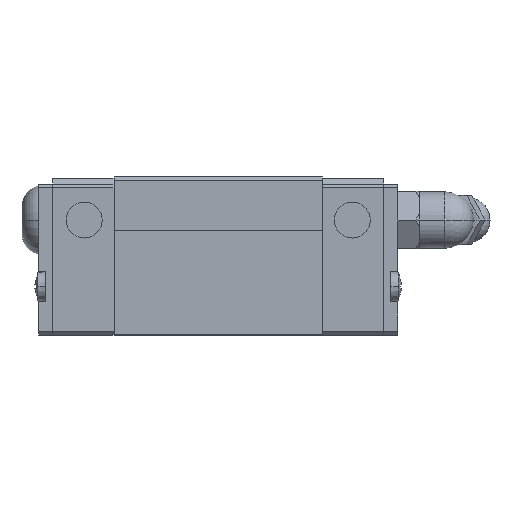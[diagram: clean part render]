
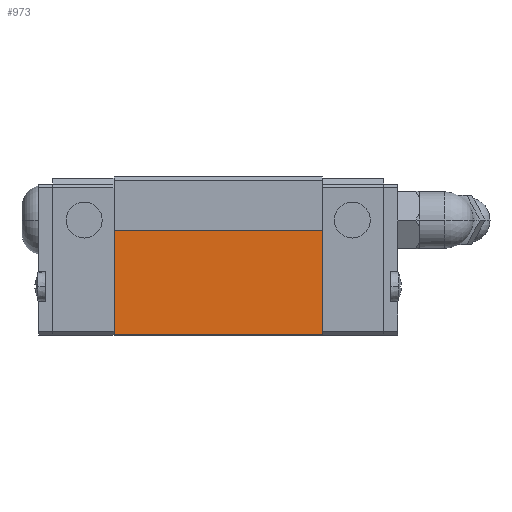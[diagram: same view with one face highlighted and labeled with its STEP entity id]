
A CAD part, left-side view. The second image highlights one B-rep face of the part: STEP entity #973.
In plain terms, the highlighted planar face has unit normal (-1, 0, 0).
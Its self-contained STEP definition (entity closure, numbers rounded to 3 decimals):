
#973=ADVANCED_FACE('',(#1991),#1992,.T.);
#1991=FACE_OUTER_BOUND('',#3045,.T.);
#1992=PLANE('',#3046);
#3045=EDGE_LOOP('',(#6021,#6022,#6023,#6024,#6025,#6026));
#3046=AXIS2_PLACEMENT_3D('',#6027,#6028,#6029);
#6021=ORIENTED_EDGE('',*,*,#7419,.F.);
#6022=ORIENTED_EDGE('',*,*,#7447,.F.);
#6023=ORIENTED_EDGE('',*,*,#7344,.F.);
#6024=ORIENTED_EDGE('',*,*,#7260,.F.);
#6025=ORIENTED_EDGE('',*,*,#7445,.T.);
#6026=ORIENTED_EDGE('',*,*,#6766,.F.);
#6027=CARTESIAN_POINT('',(-20.625,25.001,6.5));
#6028=DIRECTION('',(-1.0,0.0,0.0));
#6029=DIRECTION('',(0.0,0.0,1.0));
#6766=EDGE_CURVE('',#8275,#8276,#8277,.T.);
#7260=EDGE_CURVE('',#8993,#8994,#8995,.T.);
#7344=EDGE_CURVE('',#8994,#9114,#9115,.T.);
#7419=EDGE_CURVE('',#9193,#8275,#9195,.T.);
#7445=EDGE_CURVE('',#8993,#8276,#9221,.T.);
#7447=EDGE_CURVE('',#9114,#9193,#9223,.T.);
#8275=VERTEX_POINT('',#10871);
#8276=VERTEX_POINT('',#10872);
#8277=LINE('',#10873,#10874);
#8993=VERTEX_POINT('',#12297);
#8994=VERTEX_POINT('',#12298);
#8995=LINE('',#12299,#12300);
#9114=VERTEX_POINT('',#12473);
#9115=LINE('',#12474,#12475);
#9193=VERTEX_POINT('',#12592);
#9195=LINE('',#12595,#12596);
#9221=LINE('',#12634,#12635);
#9223=LINE('',#12637,#12638);
#10871=CARTESIAN_POINT('',(-20.625,39.501,6.435));
#10872=CARTESIAN_POINT('',(-20.625,39.501,20.5));
#10873=CARTESIAN_POINT('',(-20.625,39.501,11.75));
#10874=VECTOR('',#13274,1.0);
#12297=CARTESIAN_POINT('',(-20.625,10.501,20.5));
#12298=CARTESIAN_POINT('',(-20.625,10.501,6.435));
#12299=CARTESIAN_POINT('',(-20.625,10.501,11.75));
#12300=VECTOR('',#13720,1.0);
#12473=CARTESIAN_POINT('',(-20.625,10.501,6.125));
#12474=CARTESIAN_POINT('',(-20.625,10.501,11.75));
#12475=VECTOR('',#13793,1.0);
#12592=CARTESIAN_POINT('',(-20.625,39.501,6.125));
#12595=CARTESIAN_POINT('',(-20.625,39.501,11.75));
#12596=VECTOR('',#13834,1.0);
#12634=CARTESIAN_POINT('',(-20.625,25.001,20.5));
#12635=VECTOR('',#13853,1.0);
#12637=CARTESIAN_POINT('',(-20.625,32.251,6.125));
#12638=VECTOR('',#13854,1.0);
#13274=DIRECTION('',(0.0,0.0,1.0));
#13720=DIRECTION('',(-0.0,-0.0,-1.0));
#13793=DIRECTION('',(-0.0,-0.0,-1.0));
#13834=DIRECTION('',(0.0,0.0,1.0));
#13853=DIRECTION('',(0.0,1.0,0.0));
#13854=DIRECTION('',(0.0,1.0,-0.0));
